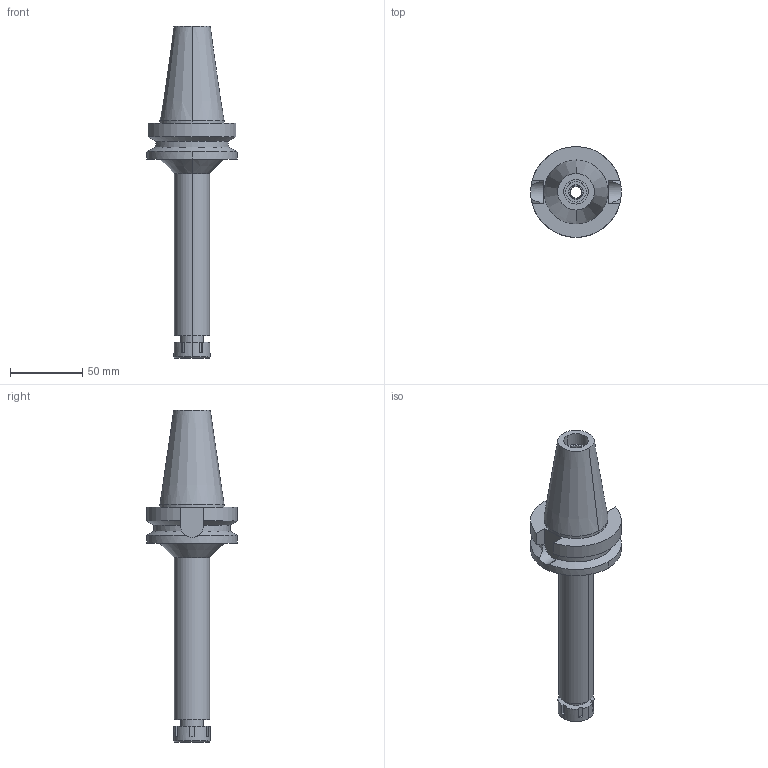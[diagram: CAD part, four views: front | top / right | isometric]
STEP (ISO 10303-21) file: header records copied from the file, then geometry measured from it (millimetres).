
FILE_DESCRIPTION((''),'2;1');
FILE_NAME('BT40NB08165-080_ASM','2018-05-29T',('ykawabe'),(''),'CREO PARAMETRIC BY PTC INC, 2016380','CREO PARAMETRIC BY PTC INC, 2016380','');
FILE_SCHEMA(('AUTOMOTIVE_DESIGN { 1 0 10303 214 1 1 1 1 }'));
Length unit declared in the file: millimetre
Products named in the file (5): BT40-NBS8-165_1; NBC8-8_1; NBN8_1; DXF_TEMP_ASSY_ASM_4_ASM; BT40NB08165-080_ASM
Assembly tree (4 placements, depth 3):
  BT40NB08165-080_ASM
    DXF_TEMP_ASSY_ASM_4_ASM
      BT40-NBS8-165_1
      NBC8-8_1
      NBN8_1
Bounding box: 63 x 63 x 230.4 mm (x, y, z)
Volume: 178956.2 mm3; surface area: 39727.5 mm2
Topology: 3 solids, 3 shells, 108 faces, 267 edges, 179 vertices
Faces by surface type: plane 50, cylinder 40, cone 18
Entity records: 4939 total; most frequent: CARTESIAN_POINT 653, DIRECTION 636, ORIENTED_EDGE 534, PRESENTATION_STYLE_ASSIGNMENT 275, STYLED_ITEM 275, CURVE_STYLE 272, EDGE_CURVE 267, AXIS2_PLACEMENT_3D 253
